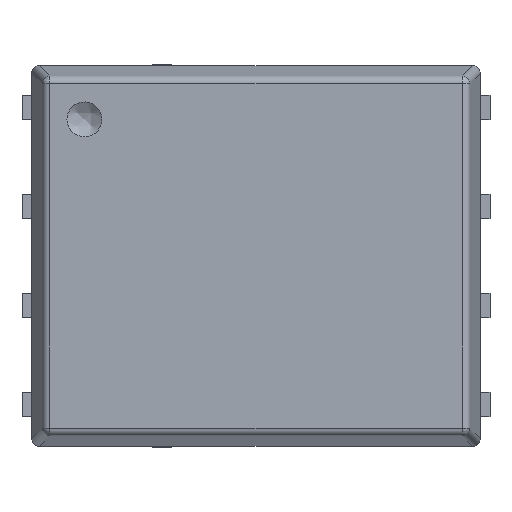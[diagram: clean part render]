
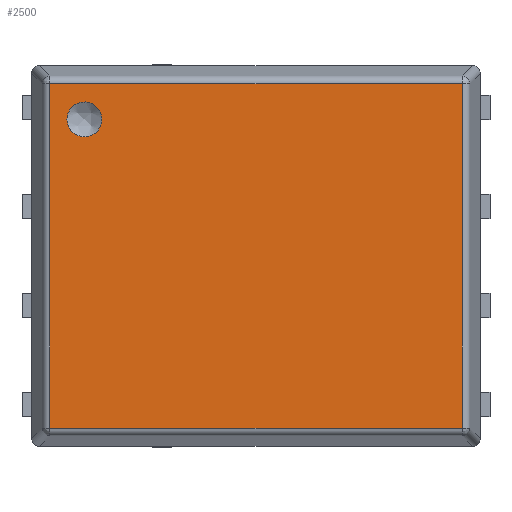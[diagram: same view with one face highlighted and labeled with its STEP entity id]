
A CAD part, top view. The second image highlights one B-rep face of the part: STEP entity #2500.
In plain terms, the highlighted planar face has unit normal (0, 0, 1).
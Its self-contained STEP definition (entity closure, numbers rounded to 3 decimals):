
#64 = ORIENTED_EDGE ( 'NONE', *, *, #5093, .T. ) ;
#117 = CARTESIAN_POINT ( 'NONE',  ( 1.024, 4.2, 1. ) ) ;
#264 = VERTEX_POINT ( 'NONE', #1932 ) ;
#355 = ORIENTED_EDGE ( 'NONE', *, *, #5413, .F. ) ;
#369 = VERTEX_POINT ( 'NONE', #117 ) ;
#430 = CARTESIAN_POINT ( 'NONE',  ( 0.357, 0.16, 1. ) ) ;
#466 = VECTOR ( 'NONE', #5962, 1000. ) ;
#666 = CARTESIAN_POINT ( 'NONE',  ( 0.125, 0.01, 1. ) ) ;
#680 = EDGE_LOOP ( 'NONE', ( #3407, #1628, #2537, #355 ) ) ;
#703 = VERTEX_POINT ( 'NONE', #4643 ) ;
#719 = CARTESIAN_POINT ( 'NONE',  ( 0.999, 4.317, 1. ) ) ;
#783 = EDGE_CURVE ( 'NONE', #703, #3860, #1160, .T. ) ;
#875 = EDGE_CURVE ( 'NONE', #3476, #703, #4420, .T. ) ;
#1052 = CARTESIAN_POINT ( 'NONE',  ( 0.917, 4.001, 1. ) ) ;
#1160 = LINE ( 'NONE', #430, #2287 ) ;
#1187 = VERTEX_POINT ( 'NONE', #5705 ) ;
#1233 = CARTESIAN_POINT ( 'NONE',  ( 0.683, 4.399, 1. ) ) ;
#1457 = EDGE_CURVE ( 'NONE', #1187, #3476, #5629, .T. ) ;
#1623 = CARTESIAN_POINT ( 'NONE',  ( 1.024, 4.2, 1. ) ) ;
#1628 = ORIENTED_EDGE ( 'NONE', *, *, #875, .F. ) ;
#1853 = DIRECTION ( 'NONE',  ( -1., 0., 0. ) ) ;
#1932 = CARTESIAN_POINT ( 'NONE',  ( 0.576, 4.2, 1. ) ) ;
#2139 = CARTESIAN_POINT ( 'NONE',  ( 0.859, 4.424, 1. ) ) ;
#2287 = VECTOR ( 'NONE', #6245, 1000. ) ;
#2451 = CARTESIAN_POINT ( 'NONE',  ( 0.576, 4.142, 1. ) ) ;
#2488 = B_SPLINE_CURVE_WITH_KNOTS ( 'NONE', 3,
 ( #6076, #6027, #4085, #1233, #4546, #2139, #3636, #719, #5541, #1623 ),
 .UNSPECIFIED., .F., .F.,
 ( 4, 2, 2, 2, 4 ),
 ( 0.001, 0.001, 0.001, 0.001, 0.001 ),
 .UNSPECIFIED. ) ;
#2497 = CARTESIAN_POINT ( 'NONE',  ( 0.6, 4.084, 1. ) ) ;
#2500 = ADVANCED_FACE ( 'NONE', ( #5850, #5532 ), #4548, .T. ) ;
#2537 = ORIENTED_EDGE ( 'NONE', *, *, #1457, .F. ) ;
#2951 = CARTESIAN_POINT ( 'NONE',  ( 0.742, 3.976, 1. ) ) ;
#3383 = EDGE_LOOP ( 'NONE', ( #64, #4915 ) ) ;
#3407 = ORIENTED_EDGE ( 'NONE', *, *, #783, .F. ) ;
#3457 = CARTESIAN_POINT ( 'NONE',  ( 0.576, 4.2, 1. ) ) ;
#3476 = VERTEX_POINT ( 'NONE', #6285 ) ;
#3512 = CARTESIAN_POINT ( 'NONE',  ( 0.275, 4.658, 1. ) ) ;
#3517 = CARTESIAN_POINT ( 'NONE',  ( 0.357, 4.658, 1. ) ) ;
#3636 = CARTESIAN_POINT ( 'NONE',  ( 0.917, 4.399, 1. ) ) ;
#3748 = VECTOR ( 'NONE', #1853, 1000. ) ;
#3845 = CARTESIAN_POINT ( 'NONE',  ( 5.725, 0.242, 1. ) ) ;
#3860 = VERTEX_POINT ( 'NONE', #3517 ) ;
#4011 = B_SPLINE_CURVE_WITH_KNOTS ( 'NONE', 3,
 ( #5344, #5849, #5365, #1052, #4896, #2951, #4433, #2497, #2451, #3457 ),
 .UNSPECIFIED., .F., .F.,
 ( 4, 2, 2, 2, 4 ),
 ( 0., 0., 0., 0.001, 0.001 ),
 .UNSPECIFIED. ) ;
#4085 = CARTESIAN_POINT ( 'NONE',  ( 0.601, 4.317, 1. ) ) ;
#4323 = EDGE_CURVE ( 'NONE', #264, #369, #2488, .T. ) ;
#4420 = LINE ( 'NONE', #3845, #3748 ) ;
#4433 = CARTESIAN_POINT ( 'NONE',  ( 0.684, 4., 1. ) ) ;
#4546 = CARTESIAN_POINT ( 'NONE',  ( 0.741, 4.424, 1. ) ) ;
#4548 = PLANE ( 'NONE',  #5444 ) ;
#4579 = DIRECTION ( 'NONE',  ( 1., 0., 0. ) ) ;
#4643 = CARTESIAN_POINT ( 'NONE',  ( 0.357, 0.242, 1. ) ) ;
#4846 = VECTOR ( 'NONE', #4935, 1000. ) ;
#4896 = CARTESIAN_POINT ( 'NONE',  ( 0.858, 3.976, 1. ) ) ;
#4915 = ORIENTED_EDGE ( 'NONE', *, *, #4323, .T. ) ;
#4935 = DIRECTION ( 'NONE',  ( 1., 0., 0. ) ) ;
#4988 = CARTESIAN_POINT ( 'NONE',  ( 5.643, 4.74, 1. ) ) ;
#5093 = EDGE_CURVE ( 'NONE', #369, #264, #4011, .T. ) ;
#5344 = CARTESIAN_POINT ( 'NONE',  ( 1.024, 4.2, 1. ) ) ;
#5365 = CARTESIAN_POINT ( 'NONE',  ( 0.999, 4.083, 1. ) ) ;
#5413 = EDGE_CURVE ( 'NONE', #3860, #1187, #6066, .T. ) ;
#5444 = AXIS2_PLACEMENT_3D ( 'NONE', #666, #6029, #4579 ) ;
#5532 = FACE_OUTER_BOUND ( 'NONE', #680, .T. ) ;
#5541 = CARTESIAN_POINT ( 'NONE',  ( 1.024, 4.259, 1. ) ) ;
#5629 = LINE ( 'NONE', #4988, #466 ) ;
#5705 = CARTESIAN_POINT ( 'NONE',  ( 5.643, 4.658, 1. ) ) ;
#5849 = CARTESIAN_POINT ( 'NONE',  ( 1.024, 4.141, 1. ) ) ;
#5850 = FACE_BOUND ( 'NONE', #3383, .T. ) ;
#5962 = DIRECTION ( 'NONE',  ( 0., -1., 0. ) ) ;
#6027 = CARTESIAN_POINT ( 'NONE',  ( 0.576, 4.258, 1. ) ) ;
#6029 = DIRECTION ( 'NONE',  ( 0., 0., 1. ) ) ;
#6066 = LINE ( 'NONE', #3512, #4846 ) ;
#6076 = CARTESIAN_POINT ( 'NONE',  ( 0.576, 4.2, 1. ) ) ;
#6245 = DIRECTION ( 'NONE',  ( 0., 1., 0. ) ) ;
#6285 = CARTESIAN_POINT ( 'NONE',  ( 5.643, 0.242, 1. ) ) ;
